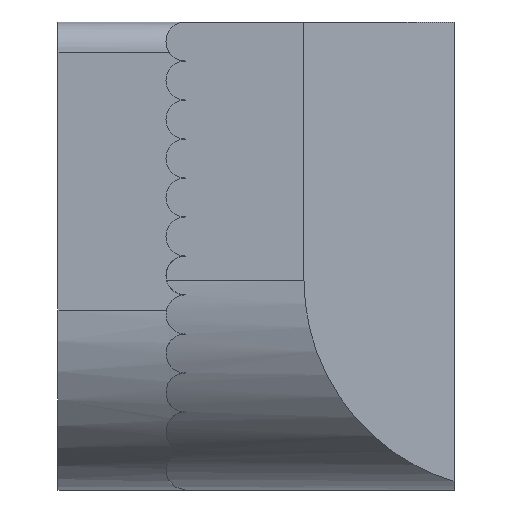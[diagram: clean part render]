
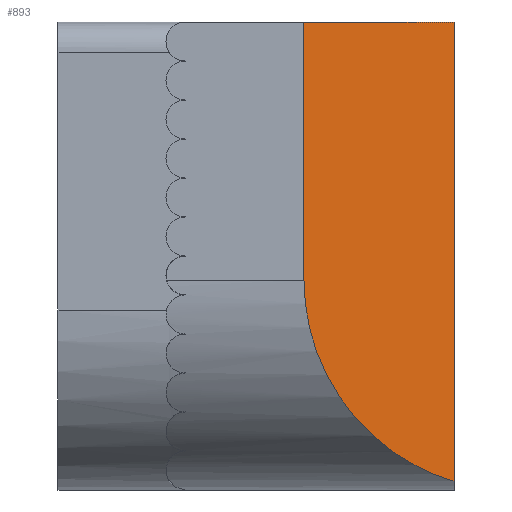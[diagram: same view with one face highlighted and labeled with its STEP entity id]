
A CAD part, left-side view. The second image highlights one B-rep face of the part: STEP entity #893.
In plain terms, the highlighted planar face has unit normal (-0.707, -0.707, 0).
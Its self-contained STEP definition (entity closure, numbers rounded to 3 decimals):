
#103 = CARTESIAN_POINT ( 'NONE',  ( -5.3, -4.8, 3.9 ) ) ;
#104 = CARTESIAN_POINT ( 'NONE',  ( -5.3, -4.8, -3.754 ) ) ;
#105 = CARTESIAN_POINT ( 'NONE',  ( -7.8, -2.3, -0.4 ) ) ;
#109 = CARTESIAN_POINT ( 'NONE',  ( -7.8, -2.3, 3.9 ) ) ;
#436 = AXIS2_PLACEMENT_3D ( 'NONE', #1152, #1156, #1158 ) ;
#656 = EDGE_CURVE ( 'NONE', #1514, #1510, #2380, .T. ) ;
#658 = EDGE_CURVE ( 'NONE', #1510, #1509, #998, .T. ) ;
#659 = EDGE_CURVE ( 'NONE', #1508, #1509, #2369, .T. ) ;
#660 = EDGE_CURVE ( 'NONE', #1514, #1508, #2360, .T. ) ;
#754 = CARTESIAN_POINT ( 'NONE',  ( -7.8, -2.3, 3.9 ) ) ;
#774 = CARTESIAN_POINT ( 'NONE',  ( -6.84, -3.26, -3.295 ) ) ;
#776 = DIRECTION ( 'NONE',  ( 0., 0., -1. ) ) ;
#777 = CARTESIAN_POINT ( 'NONE',  ( -7.8, -2.3, -2.007 ) ) ;
#780 = CARTESIAN_POINT ( 'NONE',  ( -7.8, -2.3, -0.4 ) ) ;
#781 = CARTESIAN_POINT ( 'NONE',  ( -7.8, -2.3, 3.9 ) ) ;
#782 = CARTESIAN_POINT ( 'NONE',  ( -5.3, -4.8, -3.754 ) ) ;
#783 = CARTESIAN_POINT ( 'NONE',  ( -5.3, -4.8, 3.9 ) ) ;
#785 = DIRECTION ( 'NONE',  ( 0., 0., -1. ) ) ;
#786 = DIRECTION ( 'NONE',  ( 0.707, -0.707, 0. ) ) ;
#893 = ADVANCED_FACE ( 'NONE', ( #2256 ), #2476, .F. ) ;
#998 =( BOUNDED_CURVE ( )  B_SPLINE_CURVE ( 3, ( #780, #777, #774, #782 ),
 .UNSPECIFIED., .F., .F. ) 
 B_SPLINE_CURVE_WITH_KNOTS ( ( 4, 4 ),
 ( 0., 1.281 ),
 .UNSPECIFIED. ) 
 CURVE ( )  GEOMETRIC_REPRESENTATION_ITEM ( )  RATIONAL_B_SPLINE_CURVE ( ( 1., 0.868, 0.868, 1. ) ) 
 REPRESENTATION_ITEM ( '' )  );
#1152 = CARTESIAN_POINT ( 'NONE',  ( -7.8, -2.3, 3.9 ) ) ;
#1156 = DIRECTION ( 'NONE',  ( 0.707, 0.707, 0. ) ) ;
#1158 = DIRECTION ( 'NONE',  ( -0.707, 0.707, 0. ) ) ;
#1508 = VERTEX_POINT ( 'NONE', #103 ) ;
#1509 = VERTEX_POINT ( 'NONE', #104 ) ;
#1510 = VERTEX_POINT ( 'NONE', #105 ) ;
#1514 = VERTEX_POINT ( 'NONE', #109 ) ;
#1589 = ORIENTED_EDGE ( 'NONE', *, *, #660, .F. ) ;
#1590 = ORIENTED_EDGE ( 'NONE', *, *, #659, .F. ) ;
#1591 = ORIENTED_EDGE ( 'NONE', *, *, #658, .T. ) ;
#1592 = ORIENTED_EDGE ( 'NONE', *, *, #656, .T. ) ;
#2036 = EDGE_LOOP ( 'NONE', ( #1592, #1591, #1590, #1589 ) ) ;
#2256 = FACE_OUTER_BOUND ( 'NONE', #2036, .T. ) ;
#2337 = VECTOR ( 'NONE', #786, 1000. ) ;
#2360 = LINE ( 'NONE', #781, #2337 ) ;
#2366 = VECTOR ( 'NONE', #785, 1000. ) ;
#2367 = VECTOR ( 'NONE', #776, 1000. ) ;
#2369 = LINE ( 'NONE', #783, #2366 ) ;
#2380 = LINE ( 'NONE', #754, #2367 ) ;
#2476 = PLANE ( 'NONE',  #436 ) ;
